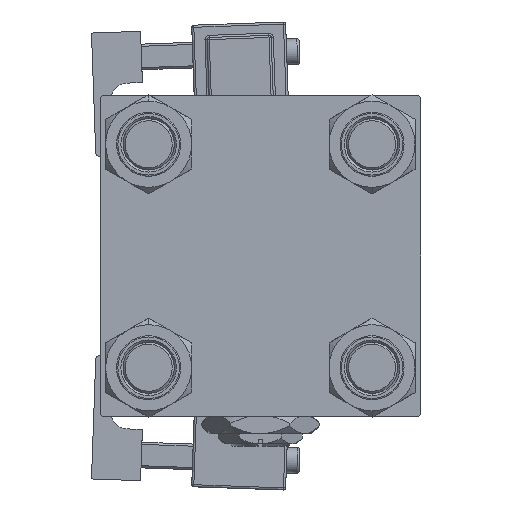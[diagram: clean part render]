
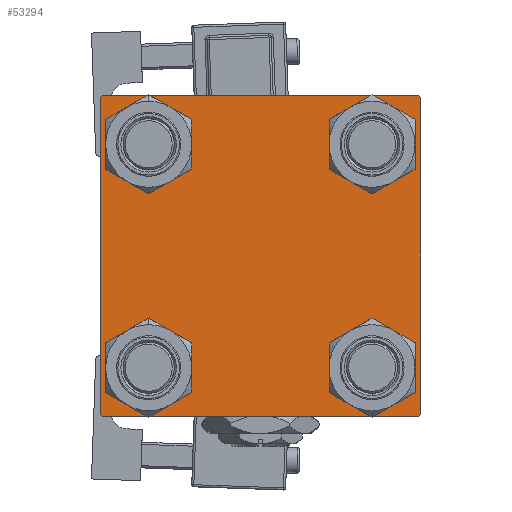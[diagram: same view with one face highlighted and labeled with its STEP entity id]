
A CAD part, left-side view. The second image highlights one B-rep face of the part: STEP entity #53294.
In plain terms, the highlighted planar face has unit normal (-1, 0, 0).
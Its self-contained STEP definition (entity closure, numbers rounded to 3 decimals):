
#62 = ORIENTED_EDGE ( 'NONE', *, *, #41884, .T. ) ;
#216 = CARTESIAN_POINT ( 'NONE',  ( 0., -37., -37.5 ) ) ;
#361 = DIRECTION ( 'NONE',  ( 0., -0.707, 0.707 ) ) ;
#531 = VERTEX_POINT ( 'NONE', #17882 ) ;
#1105 = VECTOR ( 'NONE', #17128, 1000. ) ;
#1394 = LINE ( 'NONE', #14193, #22318 ) ;
#1593 = ORIENTED_EDGE ( 'NONE', *, *, #40723, .T. ) ;
#1760 = DIRECTION ( 'NONE',  ( 1., 0., 0. ) ) ;
#1884 = VERTEX_POINT ( 'NONE', #43475 ) ;
#1885 = CIRCLE ( 'NONE', #31843, 6.5 ) ;
#2047 = DIRECTION ( 'NONE',  ( 0., 0., 1. ) ) ;
#2232 = AXIS2_PLACEMENT_3D ( 'NONE', #40520, #28004, #19466 ) ;
#2405 = ORIENTED_EDGE ( 'NONE', *, *, #8791, .T. ) ;
#3137 = CARTESIAN_POINT ( 'NONE',  ( 0., -26.15, -19.65 ) ) ;
#3213 = EDGE_CURVE ( 'NONE', #11735, #25519, #43980, .T. ) ;
#3282 = EDGE_CURVE ( 'NONE', #531, #55754, #32692, .T. ) ;
#3342 = VERTEX_POINT ( 'NONE', #51361 ) ;
#4239 = EDGE_CURVE ( 'NONE', #3342, #47410, #13478, .T. ) ;
#4308 = LINE ( 'NONE', #55025, #29883 ) ;
#4417 = EDGE_CURVE ( 'NONE', #15698, #56088, #1885, .T. ) ;
#4648 = FACE_OUTER_BOUND ( 'NONE', #10843, .T. ) ;
#4675 = CARTESIAN_POINT ( 'NONE',  ( 0., 37.5, 37.5 ) ) ;
#5058 = CARTESIAN_POINT ( 'NONE',  ( 0., 37.25, -37.25 ) ) ;
#5336 = DIRECTION ( 'NONE',  ( 0., 0., 1. ) ) ;
#6415 = CARTESIAN_POINT ( 'NONE',  ( 0., 26.15, -19.65 ) ) ;
#6962 = EDGE_LOOP ( 'NONE', ( #31657, #62 ) ) ;
#8406 = LINE ( 'NONE', #26013, #8629 ) ;
#8629 = VECTOR ( 'NONE', #47896, 1000. ) ;
#8737 = DIRECTION ( 'NONE',  ( 0., 0., 1. ) ) ;
#8778 = EDGE_CURVE ( 'NONE', #56088, #15698, #11036, .T. ) ;
#8791 = EDGE_CURVE ( 'NONE', #55754, #531, #29146, .T. ) ;
#9204 = CARTESIAN_POINT ( 'NONE',  ( 0., 0., 0. ) ) ;
#9750 = CARTESIAN_POINT ( 'NONE',  ( 0., -26.15, -26.15 ) ) ;
#9960 = ORIENTED_EDGE ( 'NONE', *, *, #8778, .T. ) ;
#10558 = EDGE_CURVE ( 'NONE', #25157, #15512, #33926, .T. ) ;
#10606 = DIRECTION ( 'NONE',  ( 0., 0., 1. ) ) ;
#10843 = EDGE_LOOP ( 'NONE', ( #12191, #56105, #32585, #17617, #20253, #33936, #26982, #11566 ) ) ;
#11033 = FACE_BOUND ( 'NONE', #50104, .T. ) ;
#11036 = CIRCLE ( 'NONE', #19171, 6.5 ) ;
#11354 = EDGE_CURVE ( 'NONE', #50777, #15512, #50729, .T. ) ;
#11566 = ORIENTED_EDGE ( 'NONE', *, *, #24813, .T. ) ;
#11735 = VERTEX_POINT ( 'NONE', #33035 ) ;
#12191 = ORIENTED_EDGE ( 'NONE', *, *, #16724, .T. ) ;
#12535 = VERTEX_POINT ( 'NONE', #49836 ) ;
#13478 = LINE ( 'NONE', #4675, #19131 ) ;
#14193 = CARTESIAN_POINT ( 'NONE',  ( 0., 37.5, -37.5 ) ) ;
#14282 = DIRECTION ( 'NONE',  ( 1., 0., 0. ) ) ;
#14403 = ORIENTED_EDGE ( 'NONE', *, *, #25106, .T. ) ;
#15512 = VERTEX_POINT ( 'NONE', #19198 ) ;
#15698 = VERTEX_POINT ( 'NONE', #46330 ) ;
#15737 = VERTEX_POINT ( 'NONE', #24732 ) ;
#16050 = DIRECTION ( 'NONE',  ( 0., 0.707, -0.707 ) ) ;
#16475 = DIRECTION ( 'NONE',  ( 1., 0., 0. ) ) ;
#16724 = EDGE_CURVE ( 'NONE', #17124, #11735, #8406, .T. ) ;
#17124 = VERTEX_POINT ( 'NONE', #42106 ) ;
#17128 = DIRECTION ( 'NONE',  ( 0., 0., -1. ) ) ;
#17617 = ORIENTED_EDGE ( 'NONE', *, *, #11354, .T. ) ;
#17882 = CARTESIAN_POINT ( 'NONE',  ( 0., 26.15, 19.65 ) ) ;
#19131 = VECTOR ( 'NONE', #22295, 1000. ) ;
#19171 = AXIS2_PLACEMENT_3D ( 'NONE', #9750, #1760, #2047 ) ;
#19198 = CARTESIAN_POINT ( 'NONE',  ( 0., -37.5, -37. ) ) ;
#19466 = DIRECTION ( 'NONE',  ( 0., 0., 1. ) ) ;
#20222 = ORIENTED_EDGE ( 'NONE', *, *, #4417, .T. ) ;
#20253 = ORIENTED_EDGE ( 'NONE', *, *, #10558, .F. ) ;
#20298 = CARTESIAN_POINT ( 'NONE',  ( 0., -37.25, -37.25 ) ) ;
#20732 = CARTESIAN_POINT ( 'NONE',  ( 0., -26.15, 26.15 ) ) ;
#21981 = PLANE ( 'NONE',  #35717 ) ;
#22267 = DIRECTION ( 'NONE',  ( -1., 0., 0. ) ) ;
#22295 = DIRECTION ( 'NONE',  ( 0., -1., 0. ) ) ;
#22318 = VECTOR ( 'NONE', #23287, 1000. ) ;
#23287 = DIRECTION ( 'NONE',  ( 0., -1., 0. ) ) ;
#23705 = CIRCLE ( 'NONE', #49163, 6.5 ) ;
#24074 = CARTESIAN_POINT ( 'NONE',  ( 0., 26.15, 26.15 ) ) ;
#24155 = CIRCLE ( 'NONE', #2232, 6.5 ) ;
#24244 = CARTESIAN_POINT ( 'NONE',  ( 0., 26.15, 32.65 ) ) ;
#24732 = CARTESIAN_POINT ( 'NONE',  ( 0., -26.15, 19.65 ) ) ;
#24813 = EDGE_CURVE ( 'NONE', #3342, #17124, #4308, .T. ) ;
#25106 = EDGE_CURVE ( 'NONE', #12535, #15737, #55352, .T. ) ;
#25157 = VERTEX_POINT ( 'NONE', #43182 ) ;
#25519 = VERTEX_POINT ( 'NONE', #32842 ) ;
#26013 = CARTESIAN_POINT ( 'NONE',  ( 0., 37.5, 37.5 ) ) ;
#26393 = DIRECTION ( 'NONE',  ( 0., 0., 1. ) ) ;
#26982 = ORIENTED_EDGE ( 'NONE', *, *, #4239, .F. ) ;
#28004 = DIRECTION ( 'NONE',  ( 1., 0., 0. ) ) ;
#29146 = CIRCLE ( 'NONE', #40071, 6.5 ) ;
#29452 = EDGE_CURVE ( 'NONE', #25157, #47410, #33851, .T. ) ;
#29588 = DIRECTION ( 'NONE',  ( 0., 0.707, 0.707 ) ) ;
#29825 = CARTESIAN_POINT ( 'NONE',  ( 0., -26.15, 26.15 ) ) ;
#29883 = VECTOR ( 'NONE', #16050, 1000. ) ;
#30173 = DIRECTION ( 'NONE',  ( 0., 0., 1. ) ) ;
#31494 = CARTESIAN_POINT ( 'NONE',  ( 0., 26.15, -26.15 ) ) ;
#31657 = ORIENTED_EDGE ( 'NONE', *, *, #47797, .T. ) ;
#31843 = AXIS2_PLACEMENT_3D ( 'NONE', #34720, #52076, #30173 ) ;
#32585 = ORIENTED_EDGE ( 'NONE', *, *, #41738, .T. ) ;
#32692 = CIRCLE ( 'NONE', #35396, 6.5 ) ;
#32842 = CARTESIAN_POINT ( 'NONE',  ( 0., 37., -37.5 ) ) ;
#33035 = CARTESIAN_POINT ( 'NONE',  ( 0., 37.5, -37. ) ) ;
#33851 = LINE ( 'NONE', #51491, #42824 ) ;
#33926 = LINE ( 'NONE', #43007, #1105 ) ;
#33936 = ORIENTED_EDGE ( 'NONE', *, *, #29452, .T. ) ;
#34720 = CARTESIAN_POINT ( 'NONE',  ( 0., -26.15, -26.15 ) ) ;
#35396 = AXIS2_PLACEMENT_3D ( 'NONE', #24074, #45387, #45109 ) ;
#35717 = AXIS2_PLACEMENT_3D ( 'NONE', #9204, #22267, #39879 ) ;
#35920 = AXIS2_PLACEMENT_3D ( 'NONE', #20732, #16475, #8737 ) ;
#39084 = CARTESIAN_POINT ( 'NONE',  ( 0., -37., 37.5 ) ) ;
#39529 = CIRCLE ( 'NONE', #35920, 6.5 ) ;
#39723 = DIRECTION ( 'NONE',  ( 0., -0.707, -0.707 ) ) ;
#39879 = DIRECTION ( 'NONE',  ( 0., 0., 1. ) ) ;
#40071 = AXIS2_PLACEMENT_3D ( 'NONE', #53250, #14282, #10606 ) ;
#40520 = CARTESIAN_POINT ( 'NONE',  ( 0., 26.15, -26.15 ) ) ;
#40723 = EDGE_CURVE ( 'NONE', #15737, #12535, #39529, .T. ) ;
#40821 = EDGE_LOOP ( 'NONE', ( #14403, #1593 ) ) ;
#41738 = EDGE_CURVE ( 'NONE', #25519, #50777, #1394, .T. ) ;
#41779 = VECTOR ( 'NONE', #39723, 1000. ) ;
#41884 = EDGE_CURVE ( 'NONE', #1884, #49778, #24155, .T. ) ;
#42106 = CARTESIAN_POINT ( 'NONE',  ( 0., 37.5, 37. ) ) ;
#42558 = EDGE_LOOP ( 'NONE', ( #2405, #54089 ) ) ;
#42824 = VECTOR ( 'NONE', #29588, 1000. ) ;
#43007 = CARTESIAN_POINT ( 'NONE',  ( 0., -37.5, 37.5 ) ) ;
#43182 = CARTESIAN_POINT ( 'NONE',  ( 0., -37.5, 37. ) ) ;
#43447 = DIRECTION ( 'NONE',  ( 1., 0., 0. ) ) ;
#43475 = CARTESIAN_POINT ( 'NONE',  ( 0., 26.15, -32.65 ) ) ;
#43980 = LINE ( 'NONE', #5058, #41779 ) ;
#44546 = DIRECTION ( 'NONE',  ( 1., 0., 0. ) ) ;
#45109 = DIRECTION ( 'NONE',  ( 0., 0., 1. ) ) ;
#45387 = DIRECTION ( 'NONE',  ( 1., 0., 0. ) ) ;
#45697 = FACE_BOUND ( 'NONE', #6962, .T. ) ;
#46330 = CARTESIAN_POINT ( 'NONE',  ( 0., -26.15, -32.65 ) ) ;
#47410 = VERTEX_POINT ( 'NONE', #39084 ) ;
#47797 = EDGE_CURVE ( 'NONE', #49778, #1884, #23705, .T. ) ;
#47896 = DIRECTION ( 'NONE',  ( 0., 0., -1. ) ) ;
#48139 = FACE_BOUND ( 'NONE', #42558, .T. ) ;
#49163 = AXIS2_PLACEMENT_3D ( 'NONE', #31494, #44546, #5336 ) ;
#49778 = VERTEX_POINT ( 'NONE', #6415 ) ;
#49836 = CARTESIAN_POINT ( 'NONE',  ( 0., -26.15, 32.65 ) ) ;
#49975 = FACE_BOUND ( 'NONE', #40821, .T. ) ;
#50104 = EDGE_LOOP ( 'NONE', ( #9960, #20222 ) ) ;
#50729 = LINE ( 'NONE', #20298, #55596 ) ;
#50777 = VERTEX_POINT ( 'NONE', #216 ) ;
#50799 = AXIS2_PLACEMENT_3D ( 'NONE', #29825, #43447, #26393 ) ;
#51361 = CARTESIAN_POINT ( 'NONE',  ( 0., 37., 37.5 ) ) ;
#51491 = CARTESIAN_POINT ( 'NONE',  ( 0., -37.25, 37.25 ) ) ;
#52076 = DIRECTION ( 'NONE',  ( 1., 0., 0. ) ) ;
#53250 = CARTESIAN_POINT ( 'NONE',  ( 0., 26.15, 26.15 ) ) ;
#53294 = ADVANCED_FACE ( 'NONE', ( #49975, #11033, #45697, #48139, #4648 ), #21981, .T. ) ;
#54089 = ORIENTED_EDGE ( 'NONE', *, *, #3282, .T. ) ;
#55025 = CARTESIAN_POINT ( 'NONE',  ( 0., 37.25, 37.25 ) ) ;
#55352 = CIRCLE ( 'NONE', #50799, 6.5 ) ;
#55596 = VECTOR ( 'NONE', #361, 1000. ) ;
#55754 = VERTEX_POINT ( 'NONE', #24244 ) ;
#56088 = VERTEX_POINT ( 'NONE', #3137 ) ;
#56105 = ORIENTED_EDGE ( 'NONE', *, *, #3213, .T. ) ;
